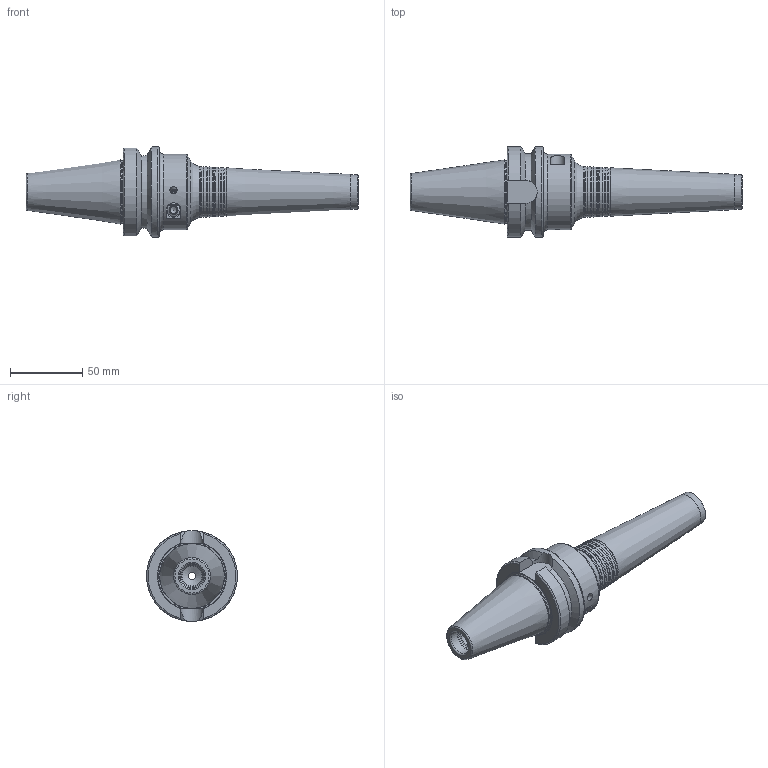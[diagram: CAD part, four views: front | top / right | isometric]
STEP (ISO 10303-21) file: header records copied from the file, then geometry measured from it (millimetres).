
FILE_DESCRIPTION((''),'2;1');
FILE_NAME('395002316165 BT40-PHC16SB-165-C-3D.stp','2022-11-16T09:31:00',('nttooll'),(''),'Autodesk Inventor 2012','Autodesk Inventor 2012','');
FILE_SCHEMA(('AUTOMOTIVE_DESIGN { 1 0 10303 214 1 1 1 1 }'));
Length unit declared in the file: millimetre
Products named in the file (1): 395002316165 BT40-PHC16SB-165-C-3D
Bounding box: 230.4 x 63 x 63 mm (x, y, z)
Volume: 220653.7 mm3; surface area: 43811.8 mm2
Topology: 1 solids, 1 shells, 135 faces, 310 edges, 188 vertices
Faces by surface type: cone 57, cylinder 40, plane 26, torus 12
Full cylindrical faces by diameter (mm): 2.309 x2, 4 x2, 4.1 x1, 4.619 x2, 5 x3, 9 x2, 14 x1, 14.25 x1, 16 x1, 16.4 x2, 17 x1, 17.4 x1, 24 x1, 43.5 x1, 52.5 x1, 63 x1
Entity records: 3562 total; most frequent: CARTESIAN_POINT 869, DIRECTION 576, ORIENTED_EDGE 446, AXIS2_PLACEMENT_3D 266, EDGE_LOOP 224, EDGE_CURVE 223, VERTEX_POINT 177, FACE_OUTER_BOUND 135
